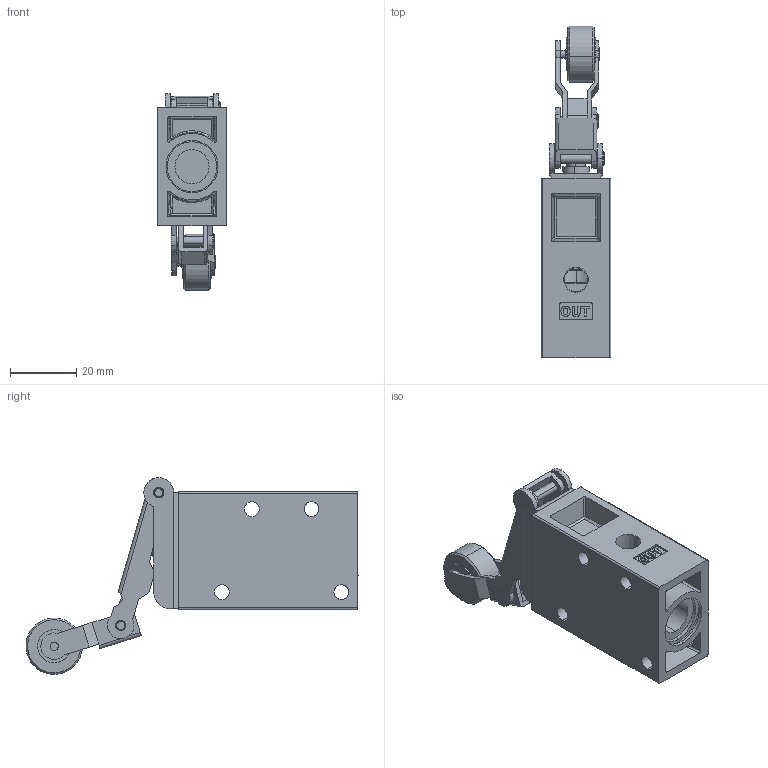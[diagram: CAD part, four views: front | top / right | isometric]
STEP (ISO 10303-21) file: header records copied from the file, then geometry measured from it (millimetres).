
FILE_DESCRIPTION (( 'STEP AP203' ), '1' );
FILE_NAME ('YMV310-2RP.STEP', '2016-01-13T00:48:58', ( 'yrd8' ), ( 'Hewlett-Packard Company' ), 'SwSTEP 2.0', 'SolidWorks 2008', '' );
FILE_SCHEMA (( 'CONFIG_CONTROL_DESIGN' ));
Length unit declared in the file: millimetre
Products named in the file (10): YMV310-2RP; YMV300 Body; YMV310 HOUSING_晦獄 撲薑; PU; YMV310 lever-1_晦獄 撲薑; YMV310 lever_晦獄 撲薑; YMV310 ROLLER PIN_晦獄 撲薑; YMV310 ROLLER_晦獄 撲薑; YMV310 ROLLER PIN-2_晦獄 撲薑; LEVER SET-4_晦獄 撲薑
Assembly tree (10 placements, depth 2):
  YMV310-2RP
    YMV310 ROLLER PIN_晦獄 撲薑
    YMV300 Body
    YMV310 ROLLER PIN-2_晦獄 撲薑  x2
    PU
    YMV310 ROLLER_晦獄 撲薑
    YMV310 HOUSING_晦獄 撲薑
    YMV310 lever_晦獄 撲薑
    LEVER SET-4_晦獄 撲薑
    YMV310 lever-1_晦獄 撲薑
Bounding box: 21 x 99.98 x 59.26 mm (x, y, z)
Volume: 35645.4 mm3; surface area: 21502.6 mm2
Topology: 10 solids, 10 shells, 495 faces, 1285 edges, 838 vertices
Faces by surface type: plane 208, cylinder 173, bspline 74, cone 38, torus 2
Entity records: 18744 total; most frequent: CARTESIAN_POINT 6240, ORIENTED_EDGE 2510, DIRECTION 2149, EDGE_CURVE 1255, VERTEX_POINT 824, AXIS2_PLACEMENT_3D 752, LINE 645, VECTOR 645
